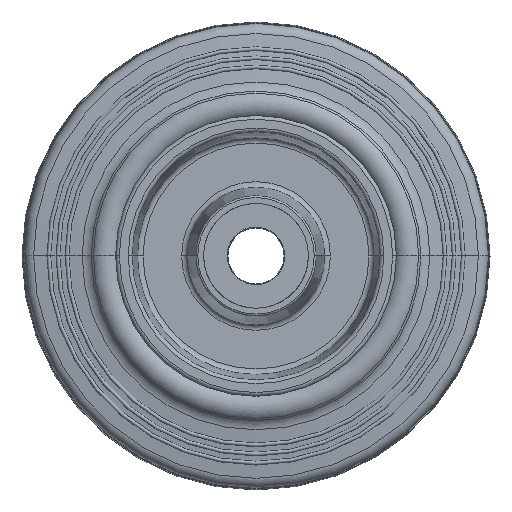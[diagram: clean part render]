
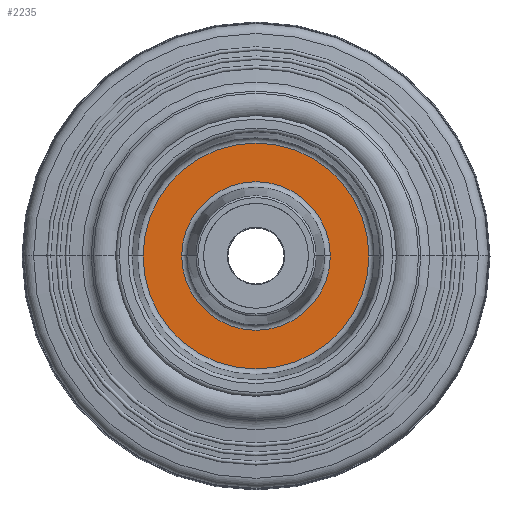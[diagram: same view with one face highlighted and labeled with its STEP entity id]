
A CAD part, top view. The second image highlights one B-rep face of the part: STEP entity #2235.
In plain terms, the highlighted planar face has unit normal (0, 0, 1).
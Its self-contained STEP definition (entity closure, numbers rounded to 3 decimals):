
#354 = DIRECTION ( 'NONE',  ( -1., 0., 0. ) ) ;
#357 = CIRCLE ( 'NONE', #3326, 19.846 ) ;
#392 = FACE_BOUND ( 'NONE', #2385, .T. ) ;
#403 = DIRECTION ( 'NONE',  ( 0., 0., -1. ) ) ;
#637 = AXIS2_PLACEMENT_3D ( 'NONE', #4337, #3583, #2170 ) ;
#1270 = VERTEX_POINT ( 'NONE', #4058 ) ;
#1368 = AXIS2_PLACEMENT_3D ( 'NONE', #5574, #1685, #5142 ) ;
#1608 = VERTEX_POINT ( 'NONE', #2984 ) ;
#1683 = ORIENTED_EDGE ( 'NONE', *, *, #3474, .T. ) ;
#1685 = DIRECTION ( 'NONE',  ( 0., 0., -1. ) ) ;
#1764 = VERTEX_POINT ( 'NONE', #3047 ) ;
#2098 = FACE_OUTER_BOUND ( 'NONE', #2971, .T. ) ;
#2170 = DIRECTION ( 'NONE',  ( -1., 0., 0. ) ) ;
#2235 = ADVANCED_FACE ( 'NONE', ( #392, #2098 ), #3812, .F. ) ;
#2255 = CIRCLE ( 'NONE', #637, 30.17 ) ;
#2385 = EDGE_LOOP ( 'NONE', ( #4086, #1683 ) ) ;
#2422 = EDGE_CURVE ( 'NONE', #1764, #4588, #2255, .T. ) ;
#2643 = CARTESIAN_POINT ( 'NONE',  ( 30.17, 0., 2. ) ) ;
#2649 = DIRECTION ( 'NONE',  ( -1., 0., 0. ) ) ;
#2741 = ORIENTED_EDGE ( 'NONE', *, *, #2422, .T. ) ;
#2805 = EDGE_CURVE ( 'NONE', #1608, #1270, #357, .T. ) ;
#2971 = EDGE_LOOP ( 'NONE', ( #2741, #4289 ) ) ;
#2984 = CARTESIAN_POINT ( 'NONE',  ( -19.846, 0., 2. ) ) ;
#3047 = CARTESIAN_POINT ( 'NONE',  ( -30.17, 0., 2. ) ) ;
#3326 = AXIS2_PLACEMENT_3D ( 'NONE', #4652, #403, #354 ) ;
#3346 = AXIS2_PLACEMENT_3D ( 'NONE', #4942, #4507, #3612 ) ;
#3474 = EDGE_CURVE ( 'NONE', #1270, #1608, #5611, .T. ) ;
#3583 = DIRECTION ( 'NONE',  ( 0., 0., 1. ) ) ;
#3612 = DIRECTION ( 'NONE',  ( -1., 0., 0. ) ) ;
#3804 = EDGE_CURVE ( 'NONE', #4588, #1764, #4735, .T. ) ;
#3812 = PLANE ( 'NONE',  #1368 ) ;
#3918 = AXIS2_PLACEMENT_3D ( 'NONE', #5277, #5243, #2649 ) ;
#4058 = CARTESIAN_POINT ( 'NONE',  ( 19.846, 0., 2. ) ) ;
#4086 = ORIENTED_EDGE ( 'NONE', *, *, #2805, .T. ) ;
#4289 = ORIENTED_EDGE ( 'NONE', *, *, #3804, .T. ) ;
#4337 = CARTESIAN_POINT ( 'NONE',  ( 0., 0., 2. ) ) ;
#4507 = DIRECTION ( 'NONE',  ( 0., 0., -1. ) ) ;
#4588 = VERTEX_POINT ( 'NONE', #2643 ) ;
#4652 = CARTESIAN_POINT ( 'NONE',  ( 0., 0., 2. ) ) ;
#4735 = CIRCLE ( 'NONE', #3918, 30.17 ) ;
#4942 = CARTESIAN_POINT ( 'NONE',  ( 0., 0., 2. ) ) ;
#5142 = DIRECTION ( 'NONE',  ( -1., 0., 0. ) ) ;
#5243 = DIRECTION ( 'NONE',  ( 0., 0., 1. ) ) ;
#5277 = CARTESIAN_POINT ( 'NONE',  ( 0., 0., 2. ) ) ;
#5574 = CARTESIAN_POINT ( 'NONE',  ( -31.5, 0., 2. ) ) ;
#5611 = CIRCLE ( 'NONE', #3346, 19.846 ) ;
